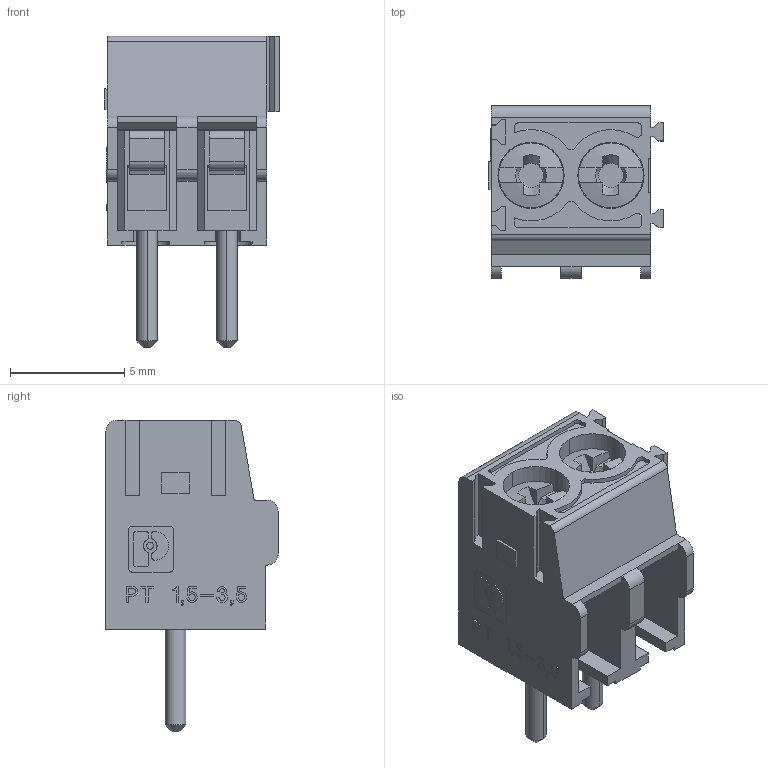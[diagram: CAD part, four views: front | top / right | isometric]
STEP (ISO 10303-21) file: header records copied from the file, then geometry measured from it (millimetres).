
FILE_DESCRIPTION(('Creo Elements/Direct Modeling STEP Export'),'2;1');
FILE_NAME('model.stp','2019-05-27T 9:30:23',(''),(''),'Creo Elements/Direct Modeling STEP processor for AP214 (Solid Model)','Creo Elements/Direct Modeling 20.1A 29-Sep-2018 (C) Parametric Technology GmbH','');
FILE_SCHEMA(('AUTOMOTIVE_DESIGN { 1 0 10303 214 1 1 1 1 }'));
Length unit declared in the file: millimetre
Products named in the file (4): LP_PT_1_5_klh_3_5_horizontal.1; AC_PT_1_5_PVH_H0_Schraube; AT_PT_1_5_3_50_H; PT_1_5-2-3_50_H
Assembly tree (5 placements, depth 2):
  PT_1_5-2-3_50_H
    LP_PT_1_5_klh_3_5_horizontal.1  x2
    AC_PT_1_5_PVH_H0_Schraube  x2
    AT_PT_1_5_3_50_H
Bounding box: 7.7 x 7.55 x 13.65 mm (x, y, z)
Volume: 324.6 mm3; surface area: 966.1 mm2
Topology: 5 solids, 5 shells, 578 faces, 1651 edges, 1100 vertices
Faces by surface type: plane 474, cylinder 83, cone 12, extrusion 5, sphere 4
Entity records: 21063 total; most frequent: CARTESIAN_POINT 3377, ORIENTED_EDGE 2944, DIRECTION 2570, EDGE_CURVE 1472, VECTOR 1276, LINE 1271, VERTEX_POINT 981, AXIS2_PLACEMENT_3D 647
